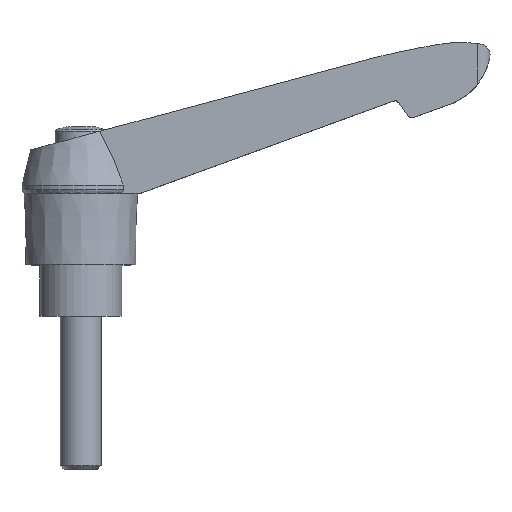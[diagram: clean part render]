
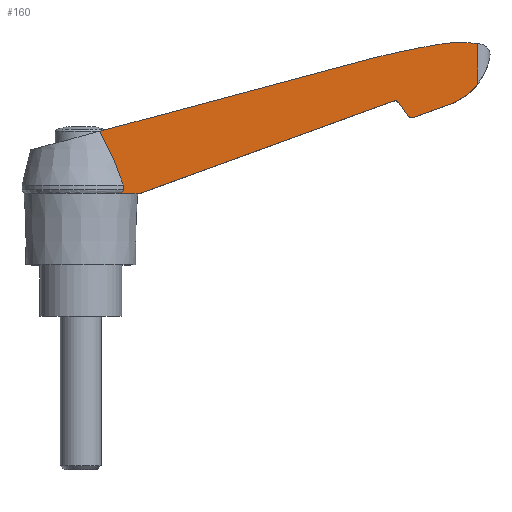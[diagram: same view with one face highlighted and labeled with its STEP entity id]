
A CAD part, top view. The second image highlights one B-rep face of the part: STEP entity #160.
In plain terms, the highlighted planar face has unit normal (0.034, 0, 0.999).
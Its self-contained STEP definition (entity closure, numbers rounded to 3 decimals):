
#160 = ADVANCED_FACE( '', ( #375 ), #376, .F. );
#375 = FACE_OUTER_BOUND( '', #644, .T. );
#376 = PLANE( '', #645 );
#644 = EDGE_LOOP( '', ( #1068, #1069, #1070, #1071, #1072, #1073, #1074, #1075, #1076, #1077, #1078, #1079, #1080, #1081, #1082 ) );
#645 = AXIS2_PLACEMENT_3D( '', #1083, #1084, #1085 );
#1068 = ORIENTED_EDGE( '', *, *, #1749, .F. );
#1069 = ORIENTED_EDGE( '', *, *, #1750, .T. );
#1070 = ORIENTED_EDGE( '', *, *, #1625, .F. );
#1071 = ORIENTED_EDGE( '', *, *, #1647, .F. );
#1072 = ORIENTED_EDGE( '', *, *, #1751, .T. );
#1073 = ORIENTED_EDGE( '', *, *, #1752, .F. );
#1074 = ORIENTED_EDGE( '', *, *, #1678, .F. );
#1075 = ORIENTED_EDGE( '', *, *, #1753, .F. );
#1076 = ORIENTED_EDGE( '', *, *, #1715, .F. );
#1077 = ORIENTED_EDGE( '', *, *, #1754, .F. );
#1078 = ORIENTED_EDGE( '', *, *, #1755, .F. );
#1079 = ORIENTED_EDGE( '', *, *, #1703, .F. );
#1080 = ORIENTED_EDGE( '', *, *, #1686, .F. );
#1081 = ORIENTED_EDGE( '', *, *, #1756, .F. );
#1082 = ORIENTED_EDGE( '', *, *, #1757, .F. );
#1083 = CARTESIAN_POINT( '', ( 0., 58.5, 8.22 ) );
#1084 = DIRECTION( '', ( -0.034, 0., -0.999 ) );
#1085 = DIRECTION( '', ( -0.999, 0., 0.034 ) );
#1625 = EDGE_CURVE( '', #1947, #1948, #1949, .T. );
#1647 = EDGE_CURVE( '', #1985, #1947, #1987, .T. );
#1678 = EDGE_CURVE( '', #2038, #2031, #2040, .T. );
#1686 = EDGE_CURVE( '', #2052, #2047, #2054, .T. );
#1703 = EDGE_CURVE( '', #2047, #2076, #2080, .T. );
#1715 = EDGE_CURVE( '', #2100, #2082, #2102, .T. );
#1749 = EDGE_CURVE( '', #2157, #2158, #2159, .T. );
#1750 = EDGE_CURVE( '', #2157, #1948, #2160, .T. );
#1751 = EDGE_CURVE( '', #1985, #2161, #2162, .T. );
#1752 = EDGE_CURVE( '', #2031, #2161, #2163, .T. );
#1753 = EDGE_CURVE( '', #2082, #2038, #2164, .T. );
#1754 = EDGE_CURVE( '', #2165, #2100, #2166, .T. );
#1755 = EDGE_CURVE( '', #2076, #2165, #2167, .T. );
#1756 = EDGE_CURVE( '', #2168, #2052, #2169, .T. );
#1757 = EDGE_CURVE( '', #2158, #2168, #2170, .T. );
#1947 = VERTEX_POINT( '', #2417 );
#1948 = VERTEX_POINT( '', #2418 );
#1949 = LINE( '', #2419, #2420 );
#1985 = VERTEX_POINT( '', #2470 );
#1987 = LINE( '', #2473, #2474 );
#2031 = VERTEX_POINT( '', #2556 );
#2038 = VERTEX_POINT( '', #2567 );
#2040 = ELLIPSE( '', #2570, 1.201, 1.2 );
#2047 = VERTEX_POINT( '', #2577 );
#2052 = VERTEX_POINT( '', #2583 );
#2054 = ELLIPSE( '', #2586, 157.091, 157. );
#2076 = VERTEX_POINT( '', #2618 );
#2080 = ELLIPSE( '', #2623, 30.017, 30. );
#2082 = VERTEX_POINT( '', #2625 );
#2100 = VERTEX_POINT( '', #2673 );
#2102 = ELLIPSE( '', #2694, 12.007, 12. );
#2157 = VERTEX_POINT( '', #2764 );
#2158 = VERTEX_POINT( '', #2765 );
#2159 = LINE( '', #2766, #2767 );
#2160 = B_SPLINE_CURVE_WITH_KNOTS( '', 3, ( #2768, #2769, #2770, #2771, #2772, #2773 ), .UNSPECIFIED., .F., .F., ( 4, 2, 4 ), ( 0., 0., 0.001 ), .UNSPECIFIED. );
#2161 = VERTEX_POINT( '', #2774 );
#2162 = ELLIPSE( '', #2775, 0.8, 0.8 );
#2163 = LINE( '', #2776, #2777 );
#2164 = LINE( '', #2778, #2779 );
#2165 = VERTEX_POINT( '', #2780 );
#2166 = LINE( '', #2781, #2782 );
#2167 = ELLIPSE( '', #2783, 36.021, 36. );
#2168 = VERTEX_POINT( '', #2784 );
#2169 = LINE( '', #2785, #2786 );
#2170 = B_SPLINE_CURVE_WITH_KNOTS( '', 3, ( #2787, #2788, #2789, #2790, #2791, #2792, #2793, #2794, #2795, #2796 ), .UNSPECIFIED., .F., .F., ( 4, 2, 2, 2, 4 ), ( 0., 0.006, 0.009, 0.01, 0.012 ), .UNSPECIFIED. );
#2417 = CARTESIAN_POINT( '', ( 11.6, 24., 7.825 ) );
#2418 = CARTESIAN_POINT( '', ( 7.764, 24., 7.956 ) );
#2419 = CARTESIAN_POINT( '', ( -0.111, 24., 8.223 ) );
#2420 = VECTOR( '', #3113, 1000. );
#2470 = CARTESIAN_POINT( '', ( 61.169, 42.042, 6.14 ) );
#2473 = CARTESIAN_POINT( '', ( 11.49, 23.96, 7.829 ) );
#2474 = VECTOR( '', #3135, 1000. );
#2556 = CARTESIAN_POINT( '', ( 63.777, 39.333, 6.051 ) );
#2567 = CARTESIAN_POINT( '', ( 65.173, 38.89, 6.004 ) );
#2570 = AXIS2_PLACEMENT_3D( '', #3175, #3176, #3177 );
#2577 = CARTESIAN_POINT( '', ( 69.3, 53., 5.864 ) );
#2583 = CARTESIAN_POINT( '', ( 56.5, 50.262, 6.299 ) );
#2586 = AXIS2_PLACEMENT_3D( '', #3189, #3190, #3191 );
#2618 = CARTESIAN_POINT( '', ( 74.8, 53.5, 5.677 ) );
#2623 = AXIS2_PLACEMENT_3D( '', #3209, #3210, #3211 );
#2625 = CARTESIAN_POINT( '', ( 73., 41.739, 5.738 ) );
#2673 = CARTESIAN_POINT( '', ( 77.585, 45.336, 5.582 ) );
#2694 = AXIS2_PLACEMENT_3D( '', #3225, #3226, #3227 );
#2764 = CARTESIAN_POINT( '', ( 8.322, 24.664, 7.937 ) );
#2765 = CARTESIAN_POINT( '', ( 8.322, 25.6, 7.937 ) );
#2766 = CARTESIAN_POINT( '', ( 8.322, 72.299, 7.937 ) );
#2767 = VECTOR( '', #3282, 1000. );
#2768 = CARTESIAN_POINT( '', ( 8.322, 24.664, 7.937 ) );
#2769 = CARTESIAN_POINT( '', ( 8.276, 24.522, 7.938 ) );
#2770 = CARTESIAN_POINT( '', ( 8.2, 24.396, 7.941 ) );
#2771 = CARTESIAN_POINT( '', ( 8.005, 24.172, 7.947 ) );
#2772 = CARTESIAN_POINT( '', ( 7.89, 24.079, 7.951 ) );
#2773 = CARTESIAN_POINT( '', ( 7.764, 24., 7.956 ) );
#2774 = CARTESIAN_POINT( '', ( 62.1, 41.746, 6.109 ) );
#2775 = AXIS2_PLACEMENT_3D( '', #3283, #3284, #3285 );
#2776 = CARTESIAN_POINT( '', ( 62.04, 41.832, 6.111 ) );
#2777 = VECTOR( '', #3286, 1000. );
#2778 = CARTESIAN_POINT( '', ( 65.008, 38.83, 6.01 ) );
#2779 = VECTOR( '', #3287, 1000. );
#2780 = CARTESIAN_POINT( '', ( 77.585, 53.244, 5.582 ) );
#2781 = CARTESIAN_POINT( '', ( 77.585, 58.5, 5.582 ) );
#2782 = VECTOR( '', #3288, 1000. );
#2783 = AXIS2_PLACEMENT_3D( '', #3289, #3290, #3291 );
#2784 = CARTESIAN_POINT( '', ( 3.725, 36.121, 8.093 ) );
#2785 = CARTESIAN_POINT( '', ( 56.335, 50.217, 6.304 ) );
#2786 = VECTOR( '', #3292, 1000. );
#2787 = CARTESIAN_POINT( '', ( 8.322, 25.6, 7.937 ) );
#2788 = CARTESIAN_POINT( '', ( 7.686, 27.409, 7.958 ) );
#2789 = CARTESIAN_POINT( '', ( 7.019, 29.207, 7.981 ) );
#2790 = CARTESIAN_POINT( '', ( 5.912, 31.861, 8.019 ) );
#2791 = CARTESIAN_POINT( '', ( 5.526, 32.738, 8.032 ) );
#2792 = CARTESIAN_POINT( '', ( 4.898, 34.032, 8.053 ) );
#2793 = CARTESIAN_POINT( '', ( 4.68, 34.459, 8.06 ) );
#2794 = CARTESIAN_POINT( '', ( 4.223, 35.301, 8.076 ) );
#2795 = CARTESIAN_POINT( '', ( 3.982, 35.717, 8.084 ) );
#2796 = CARTESIAN_POINT( '', ( 3.725, 36.121, 8.093 ) );
#3113 = DIRECTION( '', ( -0.999, 0., 0.034 ) );
#3135 = DIRECTION( '', ( -0.939, -0.342, 0.032 ) );
#3175 = CARTESIAN_POINT( '', ( 64.762, 40.018, 6.018 ) );
#3176 = DIRECTION( '', ( -0.034, 0., -0.999 ) );
#3177 = DIRECTION( '', ( 0.999, 0., -0.034 ) );
#3189 = CARTESIAN_POINT( '', ( 95.717, -101.762, 4.966 ) );
#3190 = DIRECTION( '', ( -0.034, 0., -0.999 ) );
#3191 = DIRECTION( '', ( 0.999, 0., -0.034 ) );
#3209 = CARTESIAN_POINT( '', ( 74.755, 23.5, 5.678 ) );
#3210 = DIRECTION( '', ( -0.034, 0., -0.999 ) );
#3211 = DIRECTION( '', ( 0.999, 0., -0.034 ) );
#3225 = CARTESIAN_POINT( '', ( 68.107, 52.696, 5.904 ) );
#3226 = DIRECTION( '', ( -0.034, 0., -0.999 ) );
#3227 = DIRECTION( '', ( 0.999, 0., -0.034 ) );
#3282 = DIRECTION( '', ( 0., 1., 0. ) );
#3283 = CARTESIAN_POINT( '', ( 61.443, 41.29, 6.131 ) );
#3284 = DIRECTION( '', ( -0.034, 0., -0.999 ) );
#3285 = DIRECTION( '', ( 0.999, 0., -0.034 ) );
#3286 = DIRECTION( '', ( -0.571, 0.821, 0.019 ) );
#3287 = DIRECTION( '', ( -0.939, -0.342, 0.032 ) );
#3288 = DIRECTION( '', ( 0., -1., 0. ) );
#3289 = CARTESIAN_POINT( '', ( 72.905, 17.55, 5.741 ) );
#3290 = DIRECTION( '', ( -0.034, 0., -0.999 ) );
#3291 = DIRECTION( '', ( 0.999, 0., -0.034 ) );
#3292 = DIRECTION( '', ( 0.965, 0.259, -0.033 ) );
